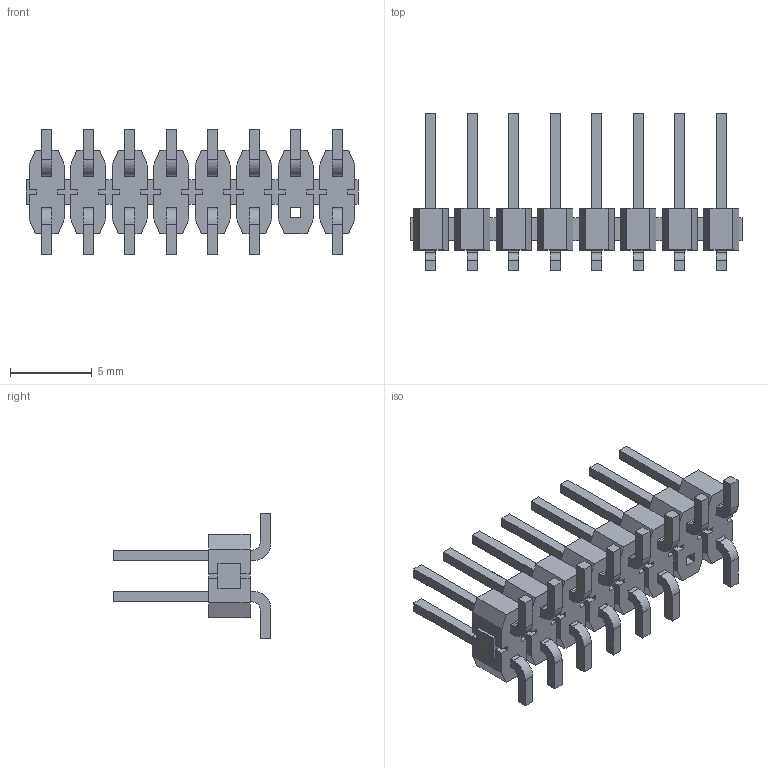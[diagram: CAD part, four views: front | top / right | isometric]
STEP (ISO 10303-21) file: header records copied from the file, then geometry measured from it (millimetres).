
FILE_DESCRIPTION(/* description */ ('STEP AP214'),/* implementation_level */ '2;1');
FILE_NAME(/* name */ 'TSM-108-01-L-DV-014-TR',/* time_stamp */ '2023-03-14T21:28:11+01:00',/* author */ ('License CC BY-ND 4.0'),/* organization */ ('CADENAS'),/* preprocessor_version */ 'ST-DEVELOPER v19.3',/* originating_system */ 'PARTsolutions',/* authorisation */ ' ');
FILE_SCHEMA (('AUTOMOTIVE_DESIGN {1 0 10303 214 3 1 1}'));
Length unit declared in the file: inch
Products named in the file (3): TSM-108-01-L-DV-014-TR; T-1S6-16(-01-8-DV014); TSM-108-01-DV-014_body
Assembly tree (2 placements, depth 2):
  TSM-108-01-L-DV-014-TR
    T-1S6-16(-01-8-DV014)
    TSM-108-01-DV-014_body
Bounding box: 20.32 x 9.65 x 7.7 mm (x, y, z)
Volume: 269.5 mm3; surface area: 1023.1 mm2
Topology: 2 solids, 2 shells, 536 faces, 1596 edges, 1064 vertices
Faces by surface type: plane 506, cylinder 30
Entity records: 17802 total; most frequent: CARTESIAN_POINT 3199, ORIENTED_EDGE 3192, DIRECTION 2734, EDGE_CURVE 1596, LINE 1536, VECTOR 1536, VERTEX_POINT 1064, AXIS2_PLACEMENT_3D 599
